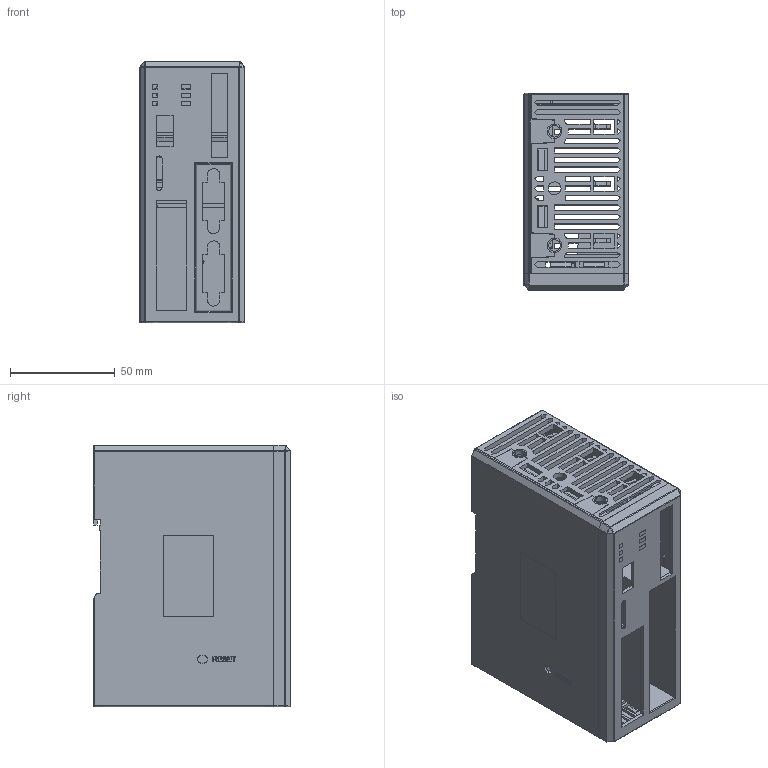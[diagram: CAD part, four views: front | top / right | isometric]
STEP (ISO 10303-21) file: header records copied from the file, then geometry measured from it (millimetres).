
FILE_DESCRIPTION(/* description */ (''),/* implementation_level */ '2;1');
FILE_NAME(/* name */ 'A-BOX(~1',/* time_stamp */ '2020-12-25T18:01:03+08:00',/* author */ (''),/* organization */ (''),/* preprocessor_version */ 'ST-DEVELOPER v15',/* originating_system */ '',/* authorisation */ '');
FILE_SCHEMA (('AUTOMOTIVE_DESIGN'));
Length unit declared in the file: millimetre
Products named in the file (1): Document
Bounding box: 50.3 x 94 x 125 mm (x, y, z)
Volume: 49827.6 mm3; surface area: 105032.5 mm2
Topology: 2 solids, 4 shells, 1707 faces, 4743 edges, 3037 vertices
Faces by surface type: plane 1404, bspline 303
Entity records: 54709 total; most frequent: CARTESIAN_POINT 23803, ORIENTED_EDGE 9470, EDGE_CURVE 4745, B_SPLINE_CURVE_WITH_KNOTS 3928, VERTEX_POINT 3042, EDGE_LOOP 1870, ADVANCED_FACE 1707, FACE_OUTER_BOUND 1707
